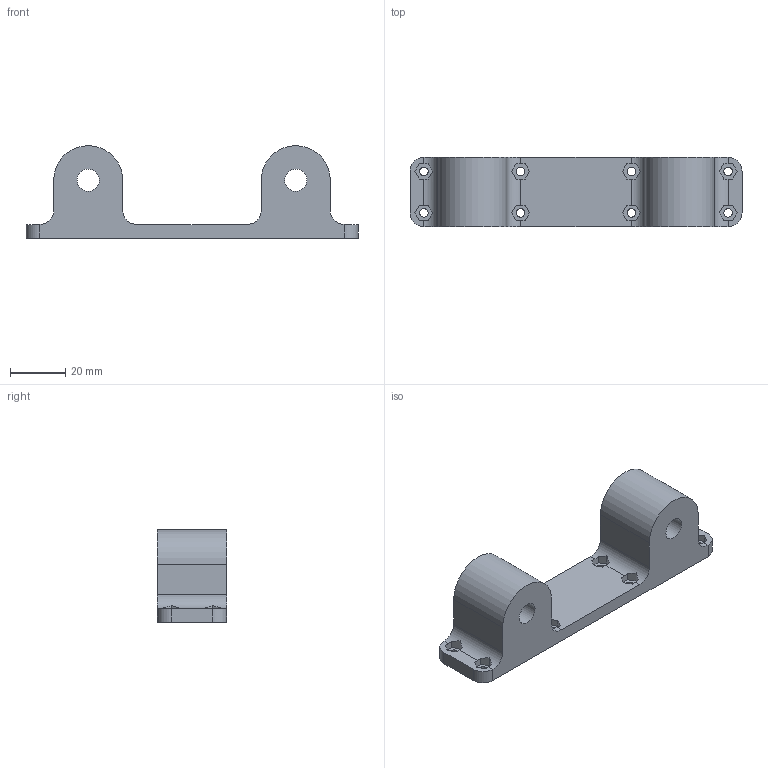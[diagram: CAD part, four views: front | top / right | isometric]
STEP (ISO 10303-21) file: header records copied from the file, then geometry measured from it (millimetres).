
FILE_DESCRIPTION((''),'2;1');
FILE_NAME('z arm wall bracket.ipt.step','2013-10-18T14:32:30',(''),(''),'Autodesk Inventor 2013','Autodesk Inventor 2013','');
FILE_SCHEMA(('AUTOMOTIVE_DESIGN { 1 0 10303 214 1 1 1 1 }'));
Length unit declared in the file: millimetre
Products named in the file (1): z arm wall bracket
Bounding box: 120 x 25 x 33.5 mm (x, y, z)
Volume: 44405.6 mm3; surface area: 13646.9 mm2
Topology: 1 solids, 1 shells, 88 faces, 254 edges, 168 vertices
Faces by surface type: plane 68, cylinder 20
Full cylindrical faces by diameter (mm): 3.1 x8, 8.1 x2
Entity records: 2914 total; most frequent: CARTESIAN_POINT 501, DIRECTION 494, ORIENTED_EDGE 488, EDGE_CURVE 244, VECTOR 172, LINE 172, VERTEX_POINT 168, AXIS2_PLACEMENT_3D 161
